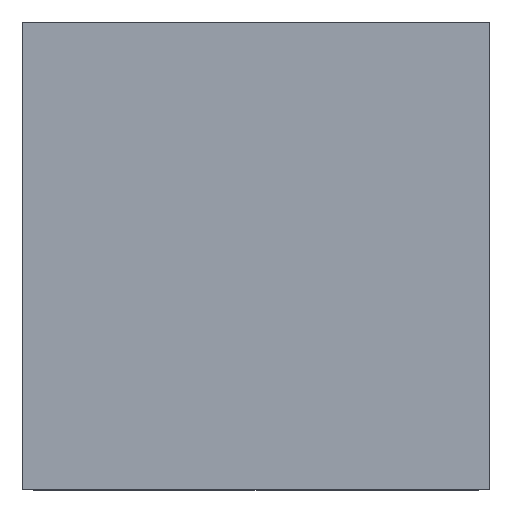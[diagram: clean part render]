
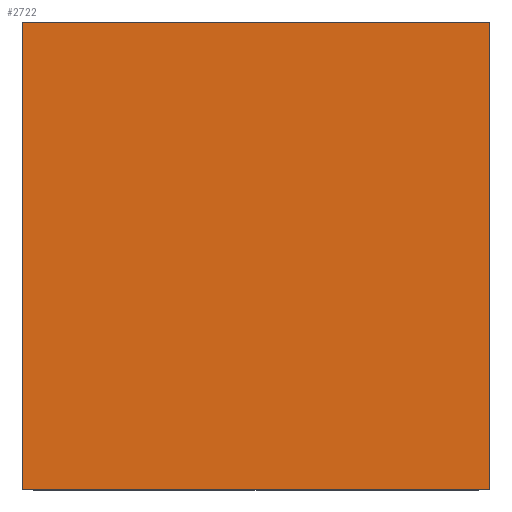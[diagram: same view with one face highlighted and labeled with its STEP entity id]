
A CAD part, top view. The second image highlights one B-rep face of the part: STEP entity #2722.
In plain terms, the highlighted face is planar.
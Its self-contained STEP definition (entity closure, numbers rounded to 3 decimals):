
#1004=DIRECTION('',(0.,0.,1.));
#1005=VECTOR('',#1004,2.);
#1006=CARTESIAN_POINT('',(-1.,0.75,-1.));
#1007=LINE('',#1006,#1005);
#1011=DIRECTION('',(-1.,0.,0.));
#1012=VECTOR('',#1011,2.);
#1013=CARTESIAN_POINT('',(1.,0.75,-1.));
#1014=LINE('',#1013,#1012);
#1018=DIRECTION('',(0.,0.,-1.));
#1019=VECTOR('',#1018,2.);
#1020=CARTESIAN_POINT('',(1.,0.75,1.));
#1021=LINE('',#1020,#1019);
#1025=DIRECTION('',(1.,0.,0.));
#1026=VECTOR('',#1025,2.);
#1027=CARTESIAN_POINT('',(-1.,0.75,1.));
#1028=LINE('',#1027,#1026);
#1732=CARTESIAN_POINT('',(-1.,0.75,-1.));
#1733=CARTESIAN_POINT('',(-1.,0.75,1.));
#1734=VERTEX_POINT('',#1732);
#1735=VERTEX_POINT('',#1733);
#1736=CARTESIAN_POINT('',(1.,0.75,1.));
#1737=VERTEX_POINT('',#1736);
#1738=CARTESIAN_POINT('',(1.,0.75,-1.));
#1739=VERTEX_POINT('',#1738);
#2710=CARTESIAN_POINT('',(0.,0.75,0.));
#2711=DIRECTION('',(0.,1.,0.));
#2712=DIRECTION('',(1.,0.,0.));
#2713=AXIS2_PLACEMENT_3D('',#2710,#2711,#2712);
#2714=PLANE('',#2713);
#2715=ORIENTED_EDGE('',*,*,#2676,.F.);
#2716=ORIENTED_EDGE('',*,*,#2486,.F.);
#2718=ORIENTED_EDGE('',*,*,#2717,.F.);
#2719=ORIENTED_EDGE('',*,*,#2297,.F.);
#2720=EDGE_LOOP('',(#2715,#2716,#2718,#2719));
#2721=FACE_OUTER_BOUND('',#2720,.F.);
#2297=EDGE_CURVE('',#1735,#1737,#1028,.T.);
#2486=EDGE_CURVE('',#1739,#1734,#1014,.T.);
#2676=EDGE_CURVE('',#1734,#1735,#1007,.T.);
#2717=EDGE_CURVE('',#1737,#1739,#1021,.T.);
#2722=ADVANCED_FACE('',(#2721),#2714,.T.);
